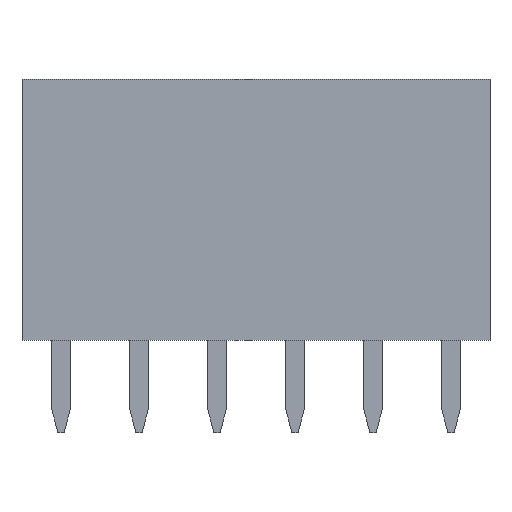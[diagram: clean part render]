
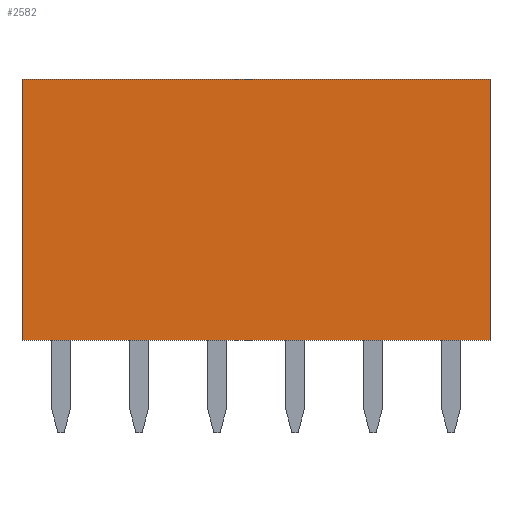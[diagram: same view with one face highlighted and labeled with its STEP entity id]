
A CAD part, front view. The second image highlights one B-rep face of the part: STEP entity #2582.
In plain terms, the highlighted planar face has unit normal (0, -1, 0).
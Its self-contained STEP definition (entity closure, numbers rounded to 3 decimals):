
#2582=ADVANCED_FACE('',(#5050),#5052,.T.);
#5050=FACE_BOUND('',#5051,.T.);
#5051=EDGE_LOOP('',(#6981,#6982,#6983,#6984));
#5052=PLANE('',#5053);
#5053=AXIS2_PLACEMENT_3D('',#5054,#5055,#5056);
#5054=CARTESIAN_POINT('',(-1.27,-1.27,0.));
#5055=DIRECTION('',(0.,-1.,0.));
#5056=DIRECTION('',(1.,0.,0.));
#6981=ORIENTED_EDGE('',*,*,#8047,.T.);
#6982=ORIENTED_EDGE('',*,*,#7960,.T.);
#6983=ORIENTED_EDGE('',*,*,#8033,.F.);
#6984=ORIENTED_EDGE('',*,*,#7949,.F.);
#7949=EDGE_CURVE('',#9333,#9335,#9336,.T.);
#7960=EDGE_CURVE('',#9355,#9353,#9356,.T.);
#8033=EDGE_CURVE('',#9335,#9353,#9453,.T.);
#8047=EDGE_CURVE('',#9333,#9355,#9471,.T.);
#9333=VERTEX_POINT('',#12309);
#9335=VERTEX_POINT('',#12313);
#9336=LINE('',#12314,#12315);
#9353=VERTEX_POINT('',#12351);
#9355=VERTEX_POINT('',#12355);
#9356=LINE('',#12356,#12357);
#9453=LINE('',#12603,#12604);
#9471=LINE('',#12649,#12650);
#12309=CARTESIAN_POINT('',(-1.27,-1.27,0.));
#12313=CARTESIAN_POINT('',(-1.27,-1.27,8.5));
#12314=CARTESIAN_POINT('',(-1.27,-1.27,0.));
#12315=VECTOR('',#12316,1.);
#12316=DIRECTION('',(0.,0.,1.));
#12351=CARTESIAN_POINT('',(13.97,-1.27,8.5));
#12355=CARTESIAN_POINT('',(13.97,-1.27,0.));
#12356=CARTESIAN_POINT('',(13.97,-1.27,0.));
#12357=VECTOR('',#12358,1.);
#12358=DIRECTION('',(0.,0.,1.));
#12603=CARTESIAN_POINT('',(-1.27,-1.27,8.5));
#12604=VECTOR('',#12605,1.);
#12605=DIRECTION('',(1.,0.,0.));
#12649=CARTESIAN_POINT('',(-1.27,-1.27,0.));
#12650=VECTOR('',#12651,1.);
#12651=DIRECTION('',(1.,0.,0.));
